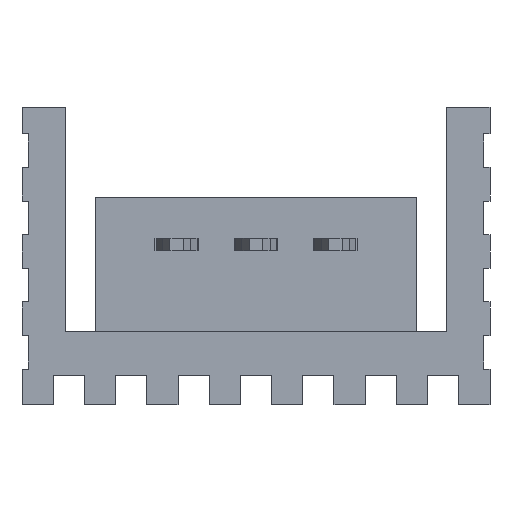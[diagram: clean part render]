
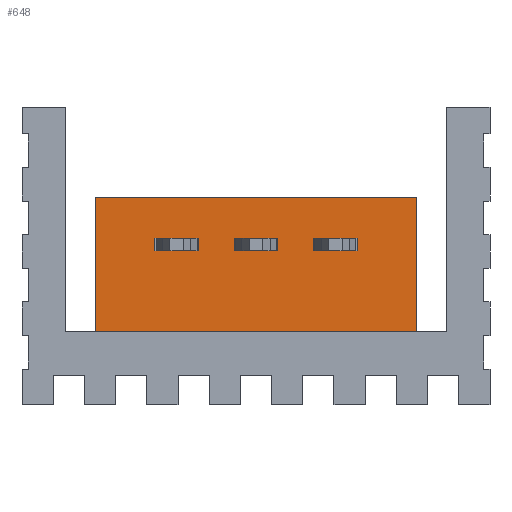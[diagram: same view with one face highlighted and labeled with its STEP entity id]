
A CAD part, front view. The second image highlights one B-rep face of the part: STEP entity #648.
In plain terms, the highlighted planar face has unit normal (0, -1, 0).
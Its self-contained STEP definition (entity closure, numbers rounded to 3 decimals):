
#98 = CARTESIAN_POINT ( 'NONE',  ( -5.85, -15., 2.35 ) ) ;
#138 = LINE ( 'NONE', #10001, #7605 ) ;
#174 = EDGE_CURVE ( 'NONE', #4798, #6106, #138, .T. ) ;
#268 = EDGE_CURVE ( 'NONE', #621, #10123, #9468, .T. ) ;
#374 = EDGE_CURVE ( 'NONE', #2887, #9477, #7767, .T. ) ;
#621 = VERTEX_POINT ( 'NONE', #9820 ) ;
#648 = ADVANCED_FACE ( 'NONE', ( #3988, #8124, #8805, #7214 ), #6357, .F. ) ;
#690 = ORIENTED_EDGE ( 'NONE', *, *, #174, .F. ) ;
#832 = CARTESIAN_POINT ( 'NONE',  ( 0., -15., -0.65 ) ) ;
#857 = EDGE_CURVE ( 'NONE', #5452, #6175, #7530, .T. ) ;
#875 = ORIENTED_EDGE ( 'NONE', *, *, #8066, .F. ) ;
#1163 = CARTESIAN_POINT ( 'NONE',  ( -6.99, -15., 2.35 ) ) ;
#1258 = CARTESIAN_POINT ( 'NONE',  ( -8.39, -15., 2.35 ) ) ;
#1283 = LINE ( 'NONE', #7932, #7553 ) ;
#1288 = DIRECTION ( 'NONE',  ( 0., 0., 1. ) ) ;
#1438 = DIRECTION ( 'NONE',  ( 0., 0., 1. ) ) ;
#1455 = CARTESIAN_POINT ( 'NONE',  ( -4.45, -15., 2.35 ) ) ;
#1467 = EDGE_CURVE ( 'NONE', #1896, #621, #1283, .T. ) ;
#1596 = ORIENTED_EDGE ( 'NONE', *, *, #4394, .F. ) ;
#1600 = LINE ( 'NONE', #9617, #6419 ) ;
#1694 = CARTESIAN_POINT ( 'NONE',  ( -8.39, -15., 1.95 ) ) ;
#1715 = EDGE_CURVE ( 'NONE', #6428, #2887, #7230, .T. ) ;
#1896 = VERTEX_POINT ( 'NONE', #1694 ) ;
#1986 = VERTEX_POINT ( 'NONE', #5428 ) ;
#2363 = DIRECTION ( 'NONE',  ( 1., 0., 0. ) ) ;
#2402 = CARTESIAN_POINT ( 'NONE',  ( -3.31, -15., 2.35 ) ) ;
#2696 = VECTOR ( 'NONE', #5045, 1000. ) ;
#2775 = CARTESIAN_POINT ( 'NONE',  ( -5.85, -15., 1.95 ) ) ;
#2860 = DIRECTION ( 'NONE',  ( 0., 0., 1. ) ) ;
#2887 = VERTEX_POINT ( 'NONE', #5711 ) ;
#2929 = EDGE_CURVE ( 'NONE', #7203, #1986, #10602, .T. ) ;
#3005 = ORIENTED_EDGE ( 'NONE', *, *, #1715, .F. ) ;
#3290 = CARTESIAN_POINT ( 'NONE',  ( -10.3, -15., -0.65 ) ) ;
#3306 = ORIENTED_EDGE ( 'NONE', *, *, #7162, .F. ) ;
#3371 = ORIENTED_EDGE ( 'NONE', *, *, #5516, .T. ) ;
#3377 = DIRECTION ( 'NONE',  ( 0., 0., -1. ) ) ;
#3441 = LINE ( 'NONE', #3692, #6497 ) ;
#3473 = LINE ( 'NONE', #7718, #3725 ) ;
#3523 = ORIENTED_EDGE ( 'NONE', *, *, #4913, .F. ) ;
#3615 = EDGE_CURVE ( 'NONE', #6540, #4670, #3441, .T. ) ;
#3655 = ORIENTED_EDGE ( 'NONE', *, *, #8633, .F. ) ;
#3674 = ORIENTED_EDGE ( 'NONE', *, *, #2929, .F. ) ;
#3692 = CARTESIAN_POINT ( 'NONE',  ( -10.3, -15., 0.65 ) ) ;
#3725 = VECTOR ( 'NONE', #4442, 1000. ) ;
#3798 = LINE ( 'NONE', #1455, #5783 ) ;
#3966 = ORIENTED_EDGE ( 'NONE', *, *, #3615, .T. ) ;
#3988 = FACE_BOUND ( 'NONE', #10670, .T. ) ;
#4017 = AXIS2_PLACEMENT_3D ( 'NONE', #7262, #4042, #1438 ) ;
#4042 = DIRECTION ( 'NONE',  ( 0., 1., 0. ) ) ;
#4273 = VERTEX_POINT ( 'NONE', #5945 ) ;
#4394 = EDGE_CURVE ( 'NONE', #6106, #5452, #3798, .T. ) ;
#4442 = DIRECTION ( 'NONE',  ( 1., 0., 0. ) ) ;
#4541 = DIRECTION ( 'NONE',  ( -1., 0., 0. ) ) ;
#4566 = VECTOR ( 'NONE', #3377, 1000. ) ;
#4606 = DIRECTION ( 'NONE',  ( 1., 0., 0. ) ) ;
#4670 = VERTEX_POINT ( 'NONE', #3290 ) ;
#4754 = ORIENTED_EDGE ( 'NONE', *, *, #268, .F. ) ;
#4798 = VERTEX_POINT ( 'NONE', #2775 ) ;
#4816 = CARTESIAN_POINT ( 'NONE',  ( -3.31, -15., 2.35 ) ) ;
#4894 = DIRECTION ( 'NONE',  ( 0., 0., -1. ) ) ;
#4913 = EDGE_CURVE ( 'NONE', #7441, #1896, #7741, .T. ) ;
#5045 = DIRECTION ( 'NONE',  ( 0., 0., -1. ) ) ;
#5150 = VECTOR ( 'NONE', #8980, 1000. ) ;
#5161 = EDGE_CURVE ( 'NONE', #4273, #6428, #3473, .T. ) ;
#5249 = CARTESIAN_POINT ( 'NONE',  ( -6.99, -15., 2.35 ) ) ;
#5276 = DIRECTION ( 'NONE',  ( 0., 0., -1. ) ) ;
#5428 = CARTESIAN_POINT ( 'NONE',  ( 0., -15., -0.65 ) ) ;
#5452 = VERTEX_POINT ( 'NONE', #7497 ) ;
#5495 = CARTESIAN_POINT ( 'NONE',  ( 0., -15., 3.65 ) ) ;
#5516 = EDGE_CURVE ( 'NONE', #4670, #1986, #7431, .T. ) ;
#5521 = DIRECTION ( 'NONE',  ( -1., 0., 0. ) ) ;
#5669 = DIRECTION ( 'NONE',  ( 1., 0., 0. ) ) ;
#5711 = CARTESIAN_POINT ( 'NONE',  ( -1.91, -15., 2.35 ) ) ;
#5730 = VECTOR ( 'NONE', #5521, 1000. ) ;
#5783 = VECTOR ( 'NONE', #1288, 1000. ) ;
#5804 = LINE ( 'NONE', #10014, #2696 ) ;
#5811 = DIRECTION ( 'NONE',  ( -1., 0., 0. ) ) ;
#5893 = DIRECTION ( 'NONE',  ( 1., 0., 0. ) ) ;
#5945 = CARTESIAN_POINT ( 'NONE',  ( -3.31, -15., 1.95 ) ) ;
#6039 = ORIENTED_EDGE ( 'NONE', *, *, #1467, .F. ) ;
#6048 = EDGE_CURVE ( 'NONE', #9477, #4273, #6506, .T. ) ;
#6106 = VERTEX_POINT ( 'NONE', #7469 ) ;
#6157 = ORIENTED_EDGE ( 'NONE', *, *, #5161, .F. ) ;
#6175 = VERTEX_POINT ( 'NONE', #98 ) ;
#6197 = ORIENTED_EDGE ( 'NONE', *, *, #857, .F. ) ;
#6357 = PLANE ( 'NONE',  #4017 ) ;
#6419 = VECTOR ( 'NONE', #5669, 1000. ) ;
#6428 = VERTEX_POINT ( 'NONE', #8765 ) ;
#6439 = CARTESIAN_POINT ( 'NONE',  ( 0., -15., 0.65 ) ) ;
#6497 = VECTOR ( 'NONE', #10724, 1000. ) ;
#6506 = LINE ( 'NONE', #2402, #9398 ) ;
#6540 = VERTEX_POINT ( 'NONE', #8855 ) ;
#6586 = EDGE_LOOP ( 'NONE', ( #6649, #7081, #3005, #6157 ) ) ;
#6649 = ORIENTED_EDGE ( 'NONE', *, *, #6048, .F. ) ;
#6698 = EDGE_LOOP ( 'NONE', ( #3371, #3674, #875, #3966 ) ) ;
#6896 = EDGE_LOOP ( 'NONE', ( #3523, #3306, #4754, #6039 ) ) ;
#6944 = LINE ( 'NONE', #9457, #7687 ) ;
#6968 = VECTOR ( 'NONE', #2363, 1000. ) ;
#7081 = ORIENTED_EDGE ( 'NONE', *, *, #374, .F. ) ;
#7162 = EDGE_CURVE ( 'NONE', #10123, #7441, #6944, .T. ) ;
#7203 = VERTEX_POINT ( 'NONE', #5495 ) ;
#7214 = FACE_BOUND ( 'NONE', #6586, .T. ) ;
#7230 = LINE ( 'NONE', #9725, #5150 ) ;
#7262 = CARTESIAN_POINT ( 'NONE',  ( 0., -15., 0.65 ) ) ;
#7431 = LINE ( 'NONE', #832, #6968 ) ;
#7441 = VERTEX_POINT ( 'NONE', #8080 ) ;
#7469 = CARTESIAN_POINT ( 'NONE',  ( -4.45, -15., 1.95 ) ) ;
#7497 = CARTESIAN_POINT ( 'NONE',  ( -4.45, -15., 2.35 ) ) ;
#7530 = LINE ( 'NONE', #7628, #8417 ) ;
#7553 = VECTOR ( 'NONE', #4606, 1000. ) ;
#7605 = VECTOR ( 'NONE', #5893, 1000. ) ;
#7628 = CARTESIAN_POINT ( 'NONE',  ( -5.85, -15., 2.35 ) ) ;
#7675 = CARTESIAN_POINT ( 'NONE',  ( -3.31, -15., 2.35 ) ) ;
#7687 = VECTOR ( 'NONE', #4541, 1000. ) ;
#7718 = CARTESIAN_POINT ( 'NONE',  ( -3.31, -15., 1.95 ) ) ;
#7741 = LINE ( 'NONE', #1258, #8898 ) ;
#7767 = LINE ( 'NONE', #4816, #5730 ) ;
#7932 = CARTESIAN_POINT ( 'NONE',  ( -8.39, -15., 1.95 ) ) ;
#8066 = EDGE_CURVE ( 'NONE', #6540, #7203, #1600, .T. ) ;
#8080 = CARTESIAN_POINT ( 'NONE',  ( -8.39, -15., 2.35 ) ) ;
#8124 = FACE_OUTER_BOUND ( 'NONE', #6698, .T. ) ;
#8417 = VECTOR ( 'NONE', #5811, 1000. ) ;
#8633 = EDGE_CURVE ( 'NONE', #6175, #4798, #5804, .T. ) ;
#8765 = CARTESIAN_POINT ( 'NONE',  ( -1.91, -15., 1.95 ) ) ;
#8805 = FACE_BOUND ( 'NONE', #6896, .T. ) ;
#8855 = CARTESIAN_POINT ( 'NONE',  ( -10.3, -15., 3.65 ) ) ;
#8898 = VECTOR ( 'NONE', #5276, 1000. ) ;
#8980 = DIRECTION ( 'NONE',  ( 0., 0., 1. ) ) ;
#9398 = VECTOR ( 'NONE', #4894, 1000. ) ;
#9457 = CARTESIAN_POINT ( 'NONE',  ( -8.39, -15., 2.35 ) ) ;
#9468 = LINE ( 'NONE', #5249, #10218 ) ;
#9477 = VERTEX_POINT ( 'NONE', #7675 ) ;
#9617 = CARTESIAN_POINT ( 'NONE',  ( -10.3, -15., 3.65 ) ) ;
#9725 = CARTESIAN_POINT ( 'NONE',  ( -1.91, -15., 2.35 ) ) ;
#9820 = CARTESIAN_POINT ( 'NONE',  ( -6.99, -15., 1.95 ) ) ;
#10001 = CARTESIAN_POINT ( 'NONE',  ( -5.85, -15., 1.95 ) ) ;
#10014 = CARTESIAN_POINT ( 'NONE',  ( -5.85, -15., 2.35 ) ) ;
#10123 = VERTEX_POINT ( 'NONE', #1163 ) ;
#10218 = VECTOR ( 'NONE', #2860, 1000. ) ;
#10602 = LINE ( 'NONE', #6439, #4566 ) ;
#10670 = EDGE_LOOP ( 'NONE', ( #3655, #6197, #1596, #690 ) ) ;
#10724 = DIRECTION ( 'NONE',  ( 0., 0., -1. ) ) ;
